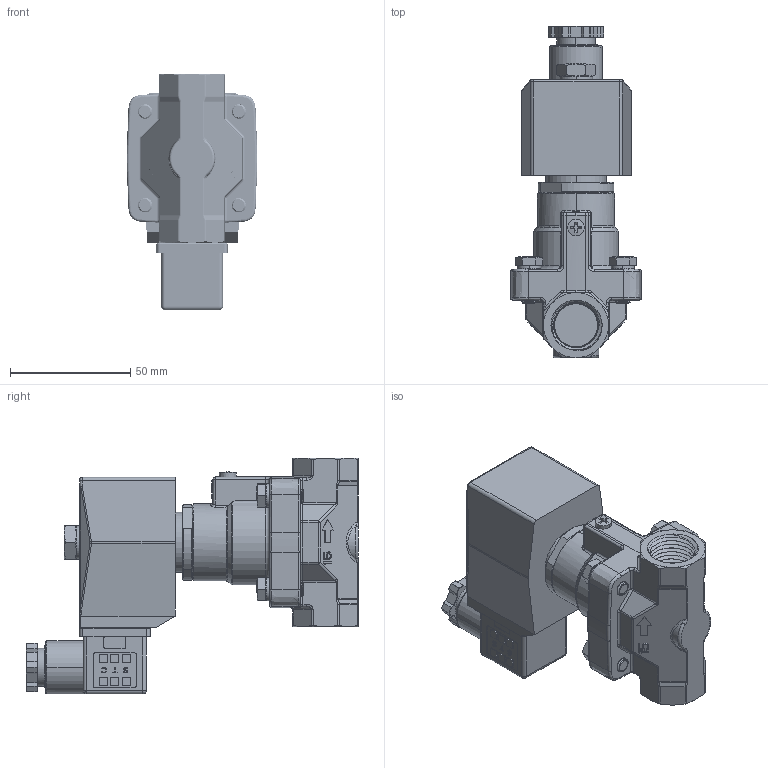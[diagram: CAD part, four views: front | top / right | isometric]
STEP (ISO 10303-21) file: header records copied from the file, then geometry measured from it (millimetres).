
FILE_DESCRIPTION (( 'STEP AP214' ), '1' );
FILE_NAME ('2MS150-1-2.STEP', '2018-09-27T20:23:29', ( '' ), ( '' ), 'SwSTEP 2.0', 'SolidWorks 2016', '' );
FILE_SCHEMA (( 'AUTOMOTIVE_DESIGN' ));
Length unit declared in the file: millimetre
Products named in the file (1): 2MS150-1-2
Bounding box: 54.28 x 137.81 x 97.9 mm (x, y, z)
Volume: 220573.3 mm3; surface area: 64639.9 mm2
Topology: 22 solids, 22 shells, 2295 faces, 6493 edges, 4308 vertices
Faces by surface type: plane 1180, cylinder 702, bspline 200, cone 132, torus 41, sphere 40
Entity records: 160798 total; most frequent: CARTESIAN_POINT 80042, ORIENTED_EDGE 12944, DIRECTION 9345, EDGE_CURVE 6472, VERTEX_POINT 4308, LINE 3787, VECTOR 3787, AXIS2_PLACEMENT_3D 2779
